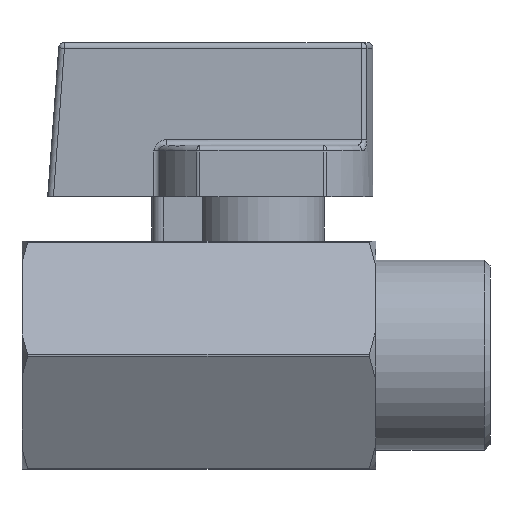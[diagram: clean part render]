
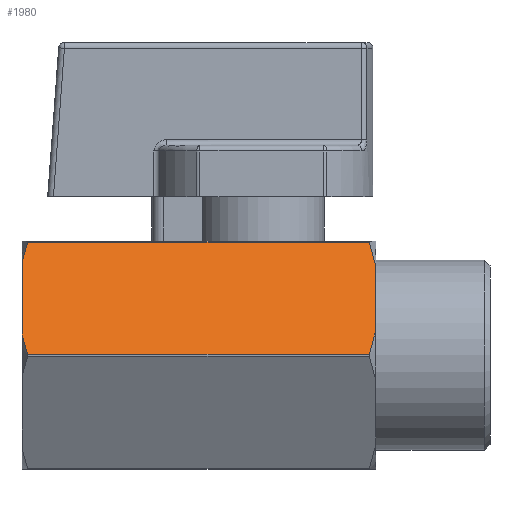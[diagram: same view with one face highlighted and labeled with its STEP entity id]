
A CAD part, left-side view. The second image highlights one B-rep face of the part: STEP entity #1980.
In plain terms, the highlighted planar face has unit normal (-0.866, 0, 0.5).
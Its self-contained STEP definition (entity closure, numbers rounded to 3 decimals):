
#58=B_SPLINE_CURVE_WITH_KNOTS('',3,(#3252,#3253,#3254,#3255),
 .UNSPECIFIED.,.F.,.F.,(4,4),(0.018,0.02),
 .UNSPECIFIED.);
#59=B_SPLINE_CURVE_WITH_KNOTS('',3,(#3257,#3258,#3259,#3260),
 .UNSPECIFIED.,.F.,.F.,(4,4),(0.009,0.011),
 .UNSPECIFIED.);
#69=B_SPLINE_CURVE_WITH_KNOTS('',3,(#3320,#3321,#3322,#3323),
 .UNSPECIFIED.,.F.,.F.,(4,4),(0.,0.003),.UNSPECIFIED.);
#70=B_SPLINE_CURVE_WITH_KNOTS('',3,(#3327,#3328,#3329,#3330),
 .UNSPECIFIED.,.F.,.F.,(4,4),(0.,0.003),
 .UNSPECIFIED.);
#122=LINE('',#3167,#199);
#125=LINE('',#3181,#202);
#134=LINE('',#3224,#211);
#141=LINE('',#3325,#218);
#199=VECTOR('',#2561,1000.);
#202=VECTOR('',#2572,1000.);
#211=VECTOR('',#2609,1000.);
#218=VECTOR('',#2642,1000.);
#284=PLANE('',#2191);
#627=ORIENTED_EDGE('',*,*,#887,.F.);
#628=ORIENTED_EDGE('',*,*,#934,.T.);
#629=ORIENTED_EDGE('',*,*,#935,.F.);
#630=ORIENTED_EDGE('',*,*,#936,.T.);
#631=ORIENTED_EDGE('',*,*,#881,.F.);
#632=ORIENTED_EDGE('',*,*,#915,.F.);
#633=ORIENTED_EDGE('',*,*,#907,.F.);
#634=ORIENTED_EDGE('',*,*,#916,.F.);
#881=EDGE_CURVE('',#1057,#1058,#122,.F.);
#887=EDGE_CURVE('',#1063,#1064,#125,.T.);
#907=EDGE_CURVE('',#1083,#1084,#134,.T.);
#915=EDGE_CURVE('',#1084,#1057,#58,.T.);
#916=EDGE_CURVE('',#1064,#1083,#59,.T.);
#934=EDGE_CURVE('',#1063,#1096,#69,.T.);
#935=EDGE_CURVE('',#1097,#1096,#141,.T.);
#936=EDGE_CURVE('',#1097,#1058,#70,.T.);
#1057=VERTEX_POINT('',#3168);
#1058=VERTEX_POINT('',#3169);
#1063=VERTEX_POINT('',#3180);
#1064=VERTEX_POINT('',#3182);
#1083=VERTEX_POINT('',#3223);
#1084=VERTEX_POINT('',#3225);
#1096=VERTEX_POINT('',#3324);
#1097=VERTEX_POINT('',#3326);
#1320=EDGE_LOOP('',(#627,#628,#629,#630,#631,#632,#633,#634));
#1450=FACE_BOUND('',#1320,.T.);
#1980=ADVANCED_FACE('',(#1450),#284,.T.);
#2191=AXIS2_PLACEMENT_3D('',#3319,#2640,#2641);
#2561=DIRECTION('',(0.,1.,0.));
#2572=DIRECTION('',(0.,1.,0.));
#2609=DIRECTION('',(0.5,0.,0.866));
#2640=DIRECTION('',(-0.866,0.,0.5));
#2641=DIRECTION('',(0.5,0.,0.866));
#2642=DIRECTION('',(-0.5,0.,-0.866));
#3167=CARTESIAN_POINT('',(-5.821,-20.,9.918));
#3168=CARTESIAN_POINT('',(-5.821,20.5,9.918));
#3169=CARTESIAN_POINT('',(-5.821,-9.423,9.918));
#3180=CARTESIAN_POINT('',(-11.5,-9.423,0.082));
#3181=CARTESIAN_POINT('',(-11.5,-20.,0.082));
#3182=CARTESIAN_POINT('',(-11.5,20.5,0.082));
#3223=CARTESIAN_POINT('',(-10.469,21.,1.868));
#3224=CARTESIAN_POINT('',(-8.66,21.,5.));
#3225=CARTESIAN_POINT('',(-6.852,21.,8.132));
#3252=CARTESIAN_POINT('',(-6.852,21.,8.132));
#3253=CARTESIAN_POINT('',(-6.504,20.863,8.735));
#3254=CARTESIAN_POINT('',(-6.16,20.694,9.33));
#3255=CARTESIAN_POINT('',(-5.821,20.5,9.918));
#3257=CARTESIAN_POINT('',(-11.5,20.5,0.082));
#3258=CARTESIAN_POINT('',(-11.16,20.694,0.67));
#3259=CARTESIAN_POINT('',(-10.814,20.864,1.269));
#3260=CARTESIAN_POINT('',(-10.469,21.,1.868));
#3319=CARTESIAN_POINT('',(-5.774,34.311,10.));
#3320=CARTESIAN_POINT('',(-11.5,-9.423,0.082));
#3321=CARTESIAN_POINT('',(-11.092,-9.655,0.789));
#3322=CARTESIAN_POINT('',(-10.679,-9.853,1.503));
#3323=CARTESIAN_POINT('',(-10.261,-10.,2.227));
#3324=CARTESIAN_POINT('',(-10.261,-10.,2.227));
#3325=CARTESIAN_POINT('',(-5.774,-10.,10.));
#3326=CARTESIAN_POINT('',(-7.059,-10.,7.773));
#3327=CARTESIAN_POINT('',(-7.059,-10.,7.773));
#3328=CARTESIAN_POINT('',(-6.641,-9.853,8.497));
#3329=CARTESIAN_POINT('',(-6.229,-9.655,9.211));
#3330=CARTESIAN_POINT('',(-5.821,-9.423,9.918));
